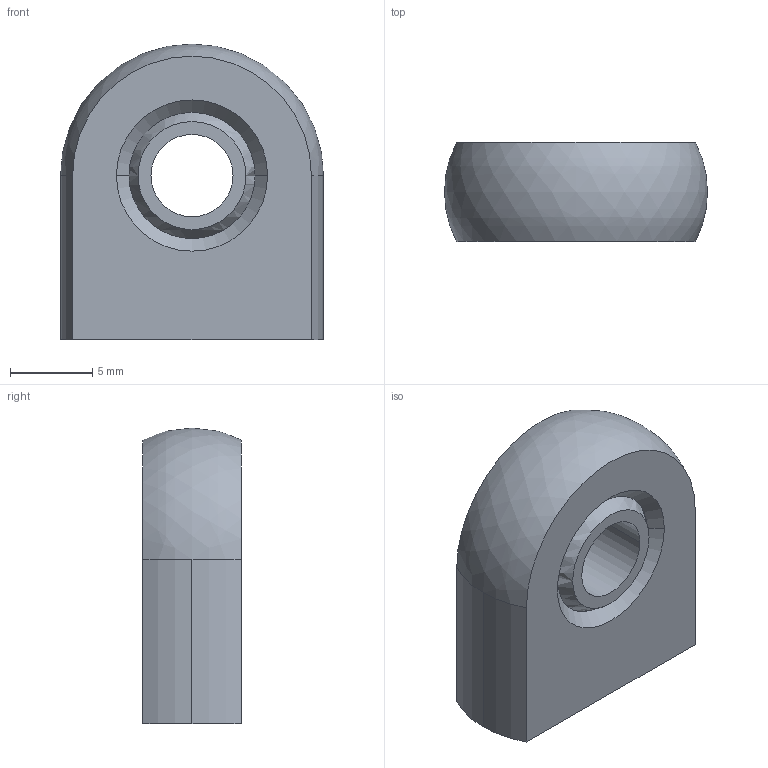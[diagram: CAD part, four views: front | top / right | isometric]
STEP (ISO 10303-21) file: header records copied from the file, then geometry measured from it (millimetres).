
FILE_DESCRIPTION(('starvars output'),'2;1');
FILE_NAME('starvars.stp','12:05:28 2009/04/01',('web2CAD AG, germany') ,('web2CAD AG, germany'),'unknown preprocess','ACIS', 'unknown authorization');
FILE_SCHEMA(('CONFIG_CONTROL_DESIGN {UNKNOWN IMPLEMENTATION LEVEL}'));
Length unit declared in the file: millimetre
Products named in the file (1): ESTM-05 SL_1
Bounding box: 16 x 6 x 18 mm (x, y, z)
Volume: 1215.5 mm3; surface area: 1338.2 mm2
Topology: 2 solids, 2 shells, 41 faces, 98 edges, 56 vertices
Faces by surface type: cylinder 14, cone 12, plane 10, sphere 4, bspline 1
Entity records: 1091 total; most frequent: CARTESIAN_POINT 211, ORIENTED_EDGE 172, DIRECTION 142, EDGE_CURVE 86, VERTEX_POINT 56, EDGE_LOOP 52, FACE_BOUND 52, AXIS2_PLACEMENT_3D 50
